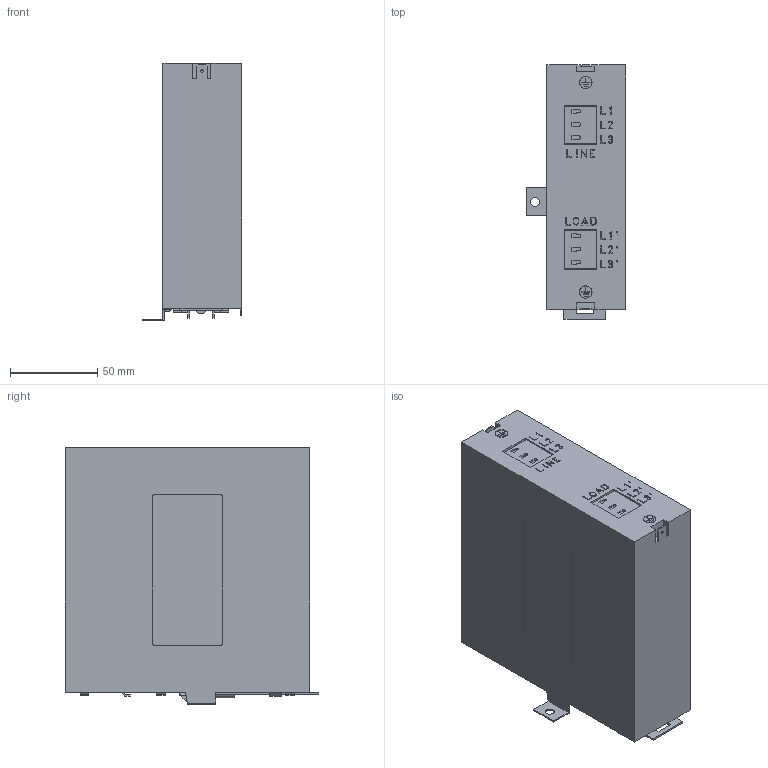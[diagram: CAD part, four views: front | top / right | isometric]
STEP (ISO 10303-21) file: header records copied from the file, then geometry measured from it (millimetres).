
FILE_DESCRIPTION (( 'STEP AP214' ), '1' );
FILE_NAME ('375583.STEP', '2023-10-18T07:12:25', ( '' ), ( '' ), 'SwSTEP 2.0', 'SolidWorks 2022', '' );
FILE_SCHEMA (( 'AUTOMOTIVE_DESIGN' ));
Length unit declared in the file: millimetre
Products named in the file (1): 375583
Bounding box: 56.8 x 144.96 x 147 mm (x, y, z)
Volume: 881620.6 mm3; surface area: 67483.5 mm2
Topology: 1 solids, 1 shells, 586 faces, 1568 edges, 1035 vertices
Faces by surface type: plane 463, cylinder 104, bspline 15, torus 4
Entity records: 18492 total; most frequent: CARTESIAN_POINT 3715, ORIENTED_EDGE 3136, DIRECTION 2870, EDGE_CURVE 1568, LINE 1306, VECTOR 1306, VERTEX_POINT 1035, AXIS2_PLACEMENT_3D 782
